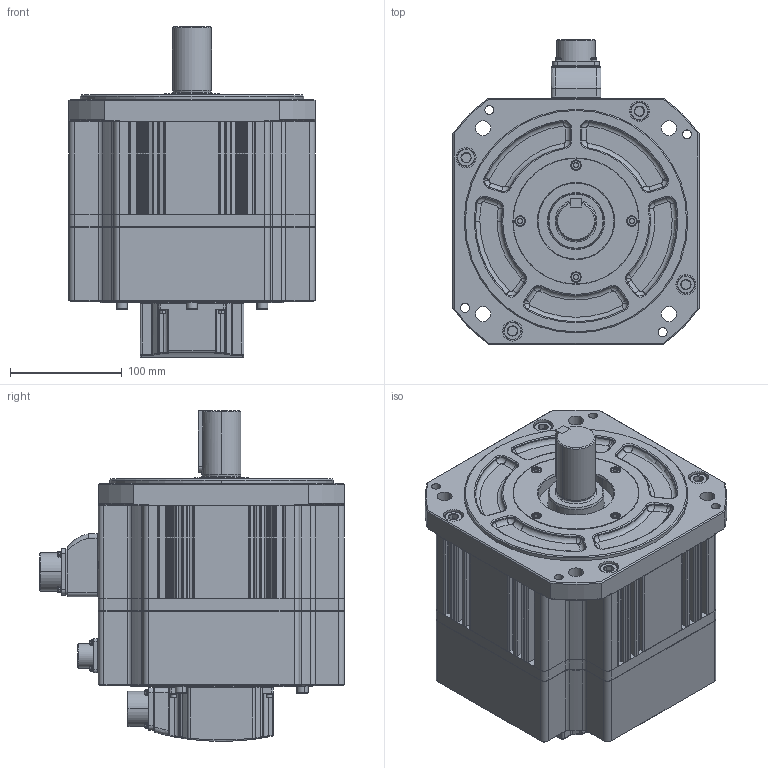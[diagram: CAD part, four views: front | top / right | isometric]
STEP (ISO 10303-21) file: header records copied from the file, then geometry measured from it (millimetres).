
FILE_DESCRIPTION (( 'STEP AP214' ), '1' );
FILE_NAME ('FM22GA003-1G01_Out Line(APM-FG22D_K2,FG20G_K2,FG12M_K2).STEP', '2019-07-10T07:32:56', ( '' ), ( '' ), 'SwSTEP 2.0', 'SolidWorks 2011', '' );
FILE_SCHEMA (( 'AUTOMOTIVE_DESIGN' ));
Length unit declared in the file: millimetre
Products named in the file (1): FM22GA003-1G01_Out Line(APM-FG22D_K2,FG20G_K2,FG12M_K2)
Bounding box: 220 x 272.5 x 295.7 mm (x, y, z)
Volume: 8186379.5 mm3; surface area: 733978.7 mm2
Topology: 74 solids, 74 shells, 2565 faces, 6358 edges, 4028 vertices
Faces by surface type: cylinder 1002, plane 901, cone 340, torus 171, bspline 151
Entity records: 114226 total; most frequent: CARTESIAN_POINT 23722, DIRECTION 13243, ORIENTED_EDGE 12552, EDGE_CURVE 6276, AXIS2_PLACEMENT_3D 5117, VERTEX_POINT 4028, VECTOR 3009, LINE 3009
